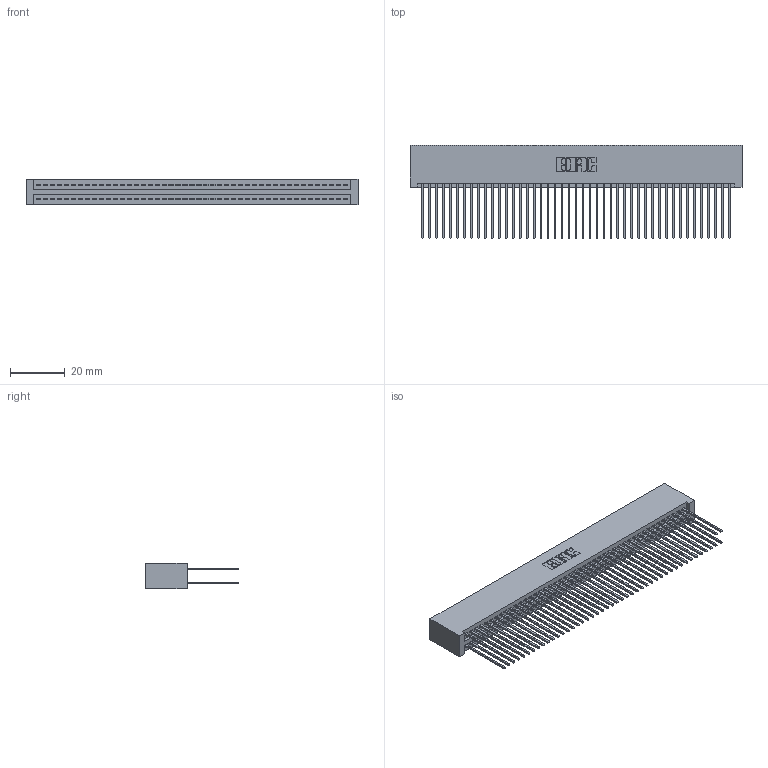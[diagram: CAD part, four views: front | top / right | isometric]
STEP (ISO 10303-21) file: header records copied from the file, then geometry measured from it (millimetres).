
FILE_DESCRIPTION (( 'STEP AP203' ), '1' );
FILE_NAME ('345-090-541-201.STEP', '2018-10-04T17:09:55', ( '' ), ( '' ), 'SwSTEP 2.0', 'SolidWorks 2016', '' );
FILE_SCHEMA (( 'CONFIG_CONTROL_DESIGN' ));
Length unit declared in the file: inch
Products named in the file (3): 345 Part_No Mounting Lugs; 345-292-001_345-293-141; 345-090-541-201
Assembly tree (91 placements, depth 2):
  345-090-541-201
    345 Part_No Mounting Lugs
    345-292-001_345-293-141  x90
Bounding box: 120.9 x 33.96 x 9.4 mm (x, y, z)
Volume: 12904.8 mm3; surface area: 21864.1 mm2
Topology: 91 solids, 91 shells, 4618 faces, 13727 edges, 9030 vertices
Faces by surface type: plane 3046, cylinder 1572
Entity records: 34645 total; most frequent: CARTESIAN_POINT 5804, ORIENTED_EDGE 5738, DIRECTION 5109, EDGE_CURVE 2869, VECTOR 2565, LINE 2565, VERTEX_POINT 1910, AXIS2_PLACEMENT_3D 1272
